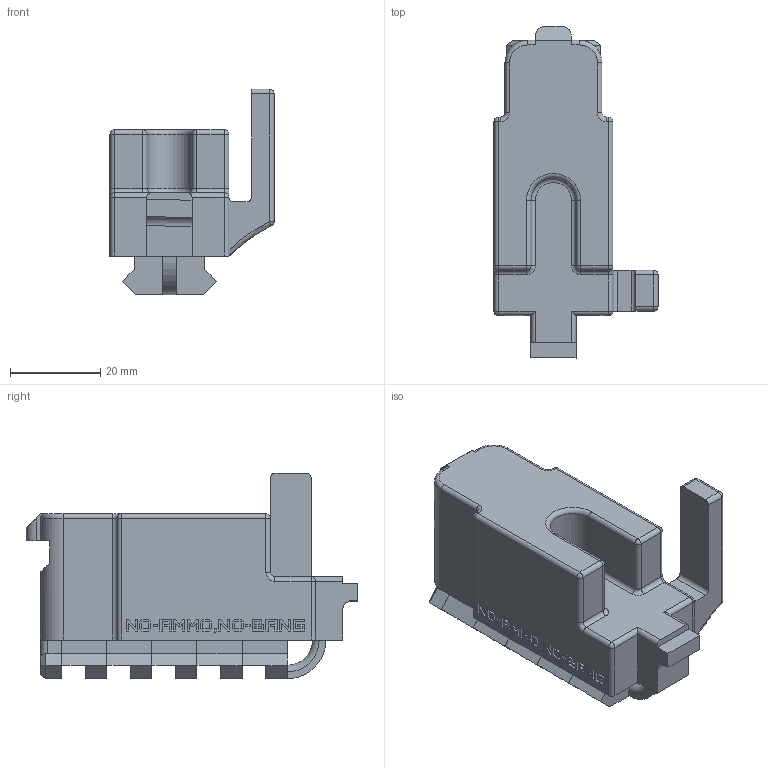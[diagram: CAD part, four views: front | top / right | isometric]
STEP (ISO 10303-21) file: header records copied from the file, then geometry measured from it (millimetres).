
FILE_DESCRIPTION(('HOOPS Exchange Step'),'2;1');
FILE_NAME('temp_export','2023-01-09T11:25:12+09:00',('mobile'),('Shapr3D Limited'),'HOOPS Exchange 2022.1','Shapr3D','Authorized');
FILE_SCHEMA( ('AUTOMOTIVE_DESIGN { 1 0 10303 214 1 1 1 1 }') );
Length unit declared in the file: millimetre
Products named in the file (2): 20mm-Rail_under; root
Assembly tree (1 placements, depth 2):
  root
    20mm-Rail_under
Bounding box: 36.4 x 73.6 x 45.6 mm (x, y, z)
Volume: 45398.9 mm3; surface area: 14139.3 mm2
Topology: 8 solids, 8 shells, 534 faces, 1385 edges, 893 vertices
Faces by surface type: plane 456, cylinder 52, torus 14, sphere 12
Entity records: 15969 total; most frequent: CARTESIAN_POINT 2829, ORIENTED_EDGE 2746, DIRECTION 2571, EDGE_CURVE 1373, VECTOR 1241, LINE 1241, VERTEX_POINT 893, AXIS2_PLACEMENT_3D 665
